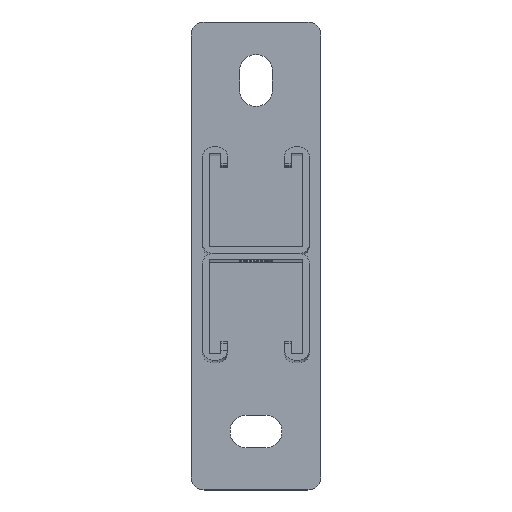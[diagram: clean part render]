
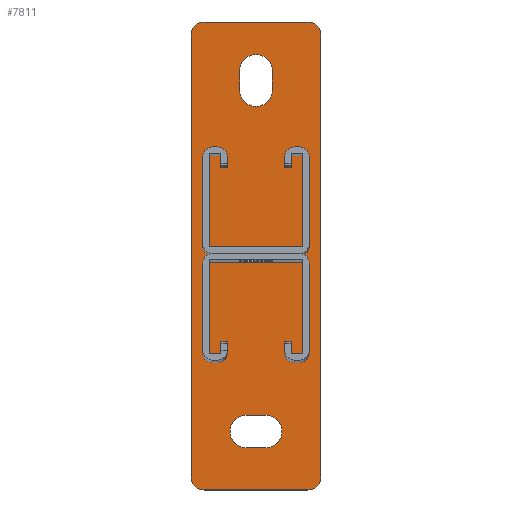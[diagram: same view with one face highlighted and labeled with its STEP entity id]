
A CAD part, top view. The second image highlights one B-rep face of the part: STEP entity #7811.
In plain terms, the highlighted planar face has unit normal (0, 0, 1).
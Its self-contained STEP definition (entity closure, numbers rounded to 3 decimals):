
#355 = ORIENTED_EDGE ( 'NONE', *, *, #1566, .T. ) ;
#569 = CARTESIAN_POINT ( 'NONE',  ( 3.75, -67.5, 0. ) ) ;
#764 = ORIENTED_EDGE ( 'NONE', *, *, #2528, .T. ) ;
#805 = CARTESIAN_POINT ( 'NONE',  ( -3.75, -67.5, 0. ) ) ;
#994 = VERTEX_POINT ( 'NONE', #23599 ) ;
#1037 = DIRECTION ( 'NONE',  ( 1., 0., 0. ) ) ;
#1248 = AXIS2_PLACEMENT_3D ( 'NONE', #21475, #34950, #24202 ) ;
#1460 = ORIENTED_EDGE ( 'NONE', *, *, #27154, .F. ) ;
#1566 = EDGE_CURVE ( 'NONE', #23030, #19846, #6368, .T. ) ;
#1597 = DIRECTION ( 'NONE',  ( 0., 1., 0. ) ) ;
#1682 = EDGE_CURVE ( 'NONE', #26171, #21062, #10165, .T. ) ;
#2528 = EDGE_CURVE ( 'NONE', #32139, #29143, #11131, .T. ) ;
#2723 = VERTEX_POINT ( 'NONE', #11159 ) ;
#3170 = LINE ( 'NONE', #13470, #30376 ) ;
#3307 = DIRECTION ( 'NONE',  ( 1., 0., 0. ) ) ;
#3583 = DIRECTION ( 'NONE',  ( 0., -1., 0. ) ) ;
#3660 = EDGE_LOOP ( 'NONE', ( #30050, #13228, #19458, #764, #30769, #355, #8727, #18300 ) ) ;
#3706 = AXIS2_PLACEMENT_3D ( 'NONE', #31834, #4267, #20531 ) ;
#4140 = DIRECTION ( 'NONE',  ( 0., 0., 1. ) ) ;
#4225 = CARTESIAN_POINT ( 'NONE',  ( 3.75, -61.25, 0. ) ) ;
#4267 = DIRECTION ( 'NONE',  ( 0., 0., 1. ) ) ;
#4362 = VERTEX_POINT ( 'NONE', #26302 ) ;
#4600 = CARTESIAN_POINT ( 'NONE',  ( 0., 0., 0. ) ) ;
#4654 = CARTESIAN_POINT ( 'NONE',  ( 25., 90., 0. ) ) ;
#4756 = CIRCLE ( 'NONE', #8246, 5. ) ;
#4829 = DIRECTION ( 'NONE',  ( 1., 0., 0. ) ) ;
#5424 = VECTOR ( 'NONE', #22127, 1000. ) ;
#5473 = CARTESIAN_POINT ( 'NONE',  ( -25., 85., 0. ) ) ;
#6368 = CIRCLE ( 'NONE', #22077, 5. ) ;
#6439 = EDGE_CURVE ( 'NONE', #2723, #9056, #31750, .T. ) ;
#7015 = LINE ( 'NONE', #17842, #13347 ) ;
#7033 = CARTESIAN_POINT ( 'NONE',  ( -3.75, -73.75, 0. ) ) ;
#7284 = VECTOR ( 'NONE', #14905, 1000. ) ;
#7337 = CARTESIAN_POINT ( 'NONE',  ( 20., 90., 0. ) ) ;
#7387 = VERTEX_POINT ( 'NONE', #29917 ) ;
#7564 = EDGE_CURVE ( 'NONE', #14943, #28890, #12027, .T. ) ;
#7579 = AXIS2_PLACEMENT_3D ( 'NONE', #23000, #28474, #17300 ) ;
#7693 = CARTESIAN_POINT ( 'NONE',  ( 6.25, 71.25, 0. ) ) ;
#7811 = ADVANCED_FACE ( 'NONE', ( #15407, #12425, #31611 ), #31822, .T. ) ;
#8246 = AXIS2_PLACEMENT_3D ( 'NONE', #21843, #22312, #19559 ) ;
#8491 = VECTOR ( 'NONE', #21273, 1000. ) ;
#8550 = EDGE_CURVE ( 'NONE', #994, #32139, #22915, .T. ) ;
#8727 = ORIENTED_EDGE ( 'NONE', *, *, #32703, .T. ) ;
#8839 = ORIENTED_EDGE ( 'NONE', *, *, #26260, .F. ) ;
#9056 = VERTEX_POINT ( 'NONE', #27445 ) ;
#9267 = ORIENTED_EDGE ( 'NONE', *, *, #35315, .F. ) ;
#9649 = DIRECTION ( 'NONE',  ( 0., 0., 1. ) ) ;
#10143 = CIRCLE ( 'NONE', #3706, 6.25 ) ;
#10165 = CIRCLE ( 'NONE', #16403, 6.25 ) ;
#10694 = DIRECTION ( 'NONE',  ( 1., 0., 0. ) ) ;
#11131 = CIRCLE ( 'NONE', #27333, 5. ) ;
#11159 = CARTESIAN_POINT ( 'NONE',  ( -6.25, 63.75, 0. ) ) ;
#11861 = CARTESIAN_POINT ( 'NONE',  ( -6.25, 71.25, 0. ) ) ;
#12027 = CIRCLE ( 'NONE', #26084, 6.25 ) ;
#12349 = EDGE_LOOP ( 'NONE', ( #9267, #24923, #30302, #8839 ) ) ;
#12425 = FACE_BOUND ( 'NONE', #12349, .T. ) ;
#12449 = CARTESIAN_POINT ( 'NONE',  ( -3.75, -73.75, 0. ) ) ;
#12560 = VECTOR ( 'NONE', #31402, 1000. ) ;
#13168 = AXIS2_PLACEMENT_3D ( 'NONE', #14562, #4140, #1037 ) ;
#13228 = ORIENTED_EDGE ( 'NONE', *, *, #26836, .T. ) ;
#13347 = VECTOR ( 'NONE', #1597, 1000. ) ;
#13470 = CARTESIAN_POINT ( 'NONE',  ( -25., 90., 0. ) ) ;
#14562 = CARTESIAN_POINT ( 'NONE',  ( 3.75, -67.5, 0. ) ) ;
#14905 = DIRECTION ( 'NONE',  ( -1., 0., 0. ) ) ;
#14943 = VERTEX_POINT ( 'NONE', #33504 ) ;
#15403 = VECTOR ( 'NONE', #3583, 1000. ) ;
#15407 = FACE_BOUND ( 'NONE', #31420, .T. ) ;
#16061 = CARTESIAN_POINT ( 'NONE',  ( 25., -85., 0. ) ) ;
#16403 = AXIS2_PLACEMENT_3D ( 'NONE', #805, #17197, #19816 ) ;
#17197 = DIRECTION ( 'NONE',  ( 0., 0., 1. ) ) ;
#17300 = DIRECTION ( 'NONE',  ( 1., 0., 0. ) ) ;
#17405 = EDGE_CURVE ( 'NONE', #17888, #23707, #21187, .T. ) ;
#17842 = CARTESIAN_POINT ( 'NONE',  ( 6.25, 71.25, 0. ) ) ;
#17888 = VERTEX_POINT ( 'NONE', #23454 ) ;
#18300 = ORIENTED_EDGE ( 'NONE', *, *, #17405, .T. ) ;
#18532 = EDGE_CURVE ( 'NONE', #21062, #4362, #27063, .T. ) ;
#18834 = DIRECTION ( 'NONE',  ( -1., 0., 0. ) ) ;
#19017 = CARTESIAN_POINT ( 'NONE',  ( -3.75, -61.25, 0. ) ) ;
#19106 = EDGE_CURVE ( 'NONE', #9056, #21237, #7015, .T. ) ;
#19350 = CARTESIAN_POINT ( 'NONE',  ( 20., -90., 0. ) ) ;
#19458 = ORIENTED_EDGE ( 'NONE', *, *, #8550, .T. ) ;
#19559 = DIRECTION ( 'NONE',  ( 1., 0., 0. ) ) ;
#19564 = DIRECTION ( 'NONE',  ( 0., 0., 1. ) ) ;
#19816 = DIRECTION ( 'NONE',  ( 1., 0., 0. ) ) ;
#19846 = VERTEX_POINT ( 'NONE', #7337 ) ;
#19848 = LINE ( 'NONE', #24517, #5424 ) ;
#20531 = DIRECTION ( 'NONE',  ( 1., 0., 0. ) ) ;
#20648 = EDGE_CURVE ( 'NONE', #23707, #7387, #19848, .T. ) ;
#21062 = VERTEX_POINT ( 'NONE', #12449 ) ;
#21181 = ORIENTED_EDGE ( 'NONE', *, *, #18532, .F. ) ;
#21187 = CIRCLE ( 'NONE', #1248, 5. ) ;
#21237 = VERTEX_POINT ( 'NONE', #7693 ) ;
#21273 = DIRECTION ( 'NONE',  ( 0., 1., 0. ) ) ;
#21358 = ORIENTED_EDGE ( 'NONE', *, *, #23952, .F. ) ;
#21407 = CARTESIAN_POINT ( 'NONE',  ( 25., 85., 0. ) ) ;
#21475 = CARTESIAN_POINT ( 'NONE',  ( -20., 85., 0. ) ) ;
#21843 = CARTESIAN_POINT ( 'NONE',  ( -20., -85., 0. ) ) ;
#22077 = AXIS2_PLACEMENT_3D ( 'NONE', #33584, #9649, #23076 ) ;
#22127 = DIRECTION ( 'NONE',  ( 0., -1., 0. ) ) ;
#22238 = LINE ( 'NONE', #11861, #15403 ) ;
#22312 = DIRECTION ( 'NONE',  ( 0., 0., 1. ) ) ;
#22536 = LINE ( 'NONE', #4654, #8491 ) ;
#22915 = LINE ( 'NONE', #26996, #31415 ) ;
#23000 = CARTESIAN_POINT ( 'NONE',  ( 0., 63.75, 0. ) ) ;
#23009 = CARTESIAN_POINT ( 'NONE',  ( -3.75, -61.25, 0. ) ) ;
#23030 = VERTEX_POINT ( 'NONE', #21407 ) ;
#23076 = DIRECTION ( 'NONE',  ( 1., 0., 0. ) ) ;
#23454 = CARTESIAN_POINT ( 'NONE',  ( -20., 90., 0. ) ) ;
#23599 = CARTESIAN_POINT ( 'NONE',  ( -20., -90., 0. ) ) ;
#23707 = VERTEX_POINT ( 'NONE', #5473 ) ;
#23796 = CARTESIAN_POINT ( 'NONE',  ( 20., -85., 0. ) ) ;
#23905 = DIRECTION ( 'NONE',  ( 0., 0., 1. ) ) ;
#23952 = EDGE_CURVE ( 'NONE', #4362, #14943, #27217, .T. ) ;
#24202 = DIRECTION ( 'NONE',  ( 1., 0., 0. ) ) ;
#24517 = CARTESIAN_POINT ( 'NONE',  ( -25., 90., 0. ) ) ;
#24923 = ORIENTED_EDGE ( 'NONE', *, *, #19106, .F. ) ;
#25875 = AXIS2_PLACEMENT_3D ( 'NONE', #4600, #29193, #4829 ) ;
#26084 = AXIS2_PLACEMENT_3D ( 'NONE', #569, #19564, #3307 ) ;
#26171 = VERTEX_POINT ( 'NONE', #19017 ) ;
#26260 = EDGE_CURVE ( 'NONE', #35100, #2723, #22238, .T. ) ;
#26302 = CARTESIAN_POINT ( 'NONE',  ( 3.75, -73.75, 0. ) ) ;
#26836 = EDGE_CURVE ( 'NONE', #7387, #994, #4756, .T. ) ;
#26996 = CARTESIAN_POINT ( 'NONE',  ( -25., -90., 0. ) ) ;
#27063 = LINE ( 'NONE', #7033, #12560 ) ;
#27154 = EDGE_CURVE ( 'NONE', #28890, #26171, #27260, .T. ) ;
#27217 = CIRCLE ( 'NONE', #13168, 6.25 ) ;
#27260 = LINE ( 'NONE', #23009, #7284 ) ;
#27333 = AXIS2_PLACEMENT_3D ( 'NONE', #23796, #23905, #29621 ) ;
#27445 = CARTESIAN_POINT ( 'NONE',  ( 6.25, 63.75, 0. ) ) ;
#28474 = DIRECTION ( 'NONE',  ( 0., 0., 1. ) ) ;
#28811 = ORIENTED_EDGE ( 'NONE', *, *, #7564, .F. ) ;
#28890 = VERTEX_POINT ( 'NONE', #4225 ) ;
#29143 = VERTEX_POINT ( 'NONE', #16061 ) ;
#29193 = DIRECTION ( 'NONE',  ( 0., 0., 1. ) ) ;
#29621 = DIRECTION ( 'NONE',  ( 1., 0., 0. ) ) ;
#29917 = CARTESIAN_POINT ( 'NONE',  ( -25., -85., 0. ) ) ;
#30050 = ORIENTED_EDGE ( 'NONE', *, *, #20648, .T. ) ;
#30302 = ORIENTED_EDGE ( 'NONE', *, *, #6439, .F. ) ;
#30376 = VECTOR ( 'NONE', #18834, 1000. ) ;
#30768 = CARTESIAN_POINT ( 'NONE',  ( -6.25, 71.25, 0. ) ) ;
#30769 = ORIENTED_EDGE ( 'NONE', *, *, #34844, .T. ) ;
#31127 = ORIENTED_EDGE ( 'NONE', *, *, #1682, .F. ) ;
#31402 = DIRECTION ( 'NONE',  ( 1., 0., 0. ) ) ;
#31415 = VECTOR ( 'NONE', #10694, 1000. ) ;
#31420 = EDGE_LOOP ( 'NONE', ( #31127, #1460, #28811, #21358, #21181 ) ) ;
#31611 = FACE_OUTER_BOUND ( 'NONE', #3660, .T. ) ;
#31750 = CIRCLE ( 'NONE', #7579, 6.25 ) ;
#31822 = PLANE ( 'NONE',  #25875 ) ;
#31834 = CARTESIAN_POINT ( 'NONE',  ( 0., 71.25, 0. ) ) ;
#32139 = VERTEX_POINT ( 'NONE', #19350 ) ;
#32703 = EDGE_CURVE ( 'NONE', #19846, #17888, #3170, .T. ) ;
#33504 = CARTESIAN_POINT ( 'NONE',  ( 10., -67.5, 0. ) ) ;
#33584 = CARTESIAN_POINT ( 'NONE',  ( 20., 85., 0. ) ) ;
#34844 = EDGE_CURVE ( 'NONE', #29143, #23030, #22536, .T. ) ;
#34950 = DIRECTION ( 'NONE',  ( 0., 0., 1. ) ) ;
#35100 = VERTEX_POINT ( 'NONE', #30768 ) ;
#35315 = EDGE_CURVE ( 'NONE', #21237, #35100, #10143, .T. ) ;
